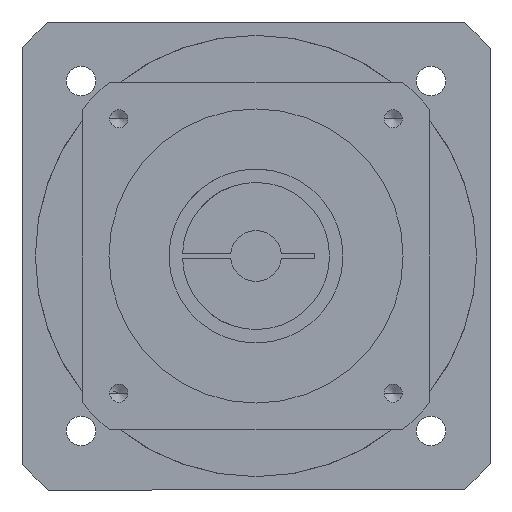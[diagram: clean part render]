
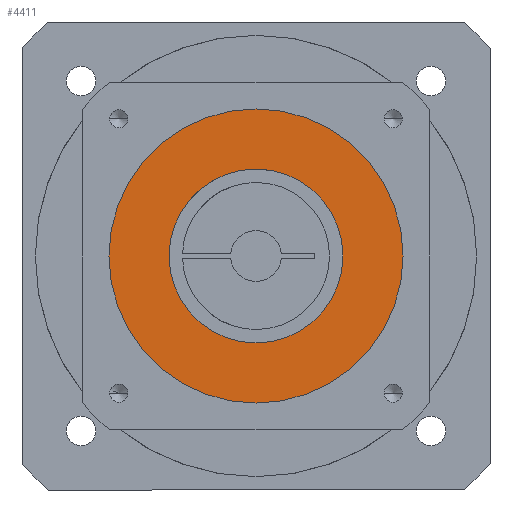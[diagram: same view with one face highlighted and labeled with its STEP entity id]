
A CAD part, front view. The second image highlights one B-rep face of the part: STEP entity #4411.
In plain terms, the highlighted face is planar.
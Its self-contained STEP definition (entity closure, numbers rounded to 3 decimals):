
#264 = DIRECTION ( 'NONE',  ( 0., 0., 1. ) ) ;
#314 = DIRECTION ( 'NONE',  ( 0., 1., 0. ) ) ;
#370 = ORIENTED_EDGE ( 'NONE', *, *, #4478, .F. ) ;
#459 = DIRECTION ( 'NONE',  ( 0., 0., 1. ) ) ;
#638 = CARTESIAN_POINT ( 'NONE',  ( 0., 70., 32.5 ) ) ;
#829 = DIRECTION ( 'NONE',  ( 0., 0., 1. ) ) ;
#1016 = AXIS2_PLACEMENT_3D ( 'NONE', #4401, #2037, #2437 ) ;
#1172 = CIRCLE ( 'NONE', #3619, 32.5 ) ;
#1379 = EDGE_LOOP ( 'NONE', ( #370, #2308 ) ) ;
#1561 = EDGE_LOOP ( 'NONE', ( #2614, #3514 ) ) ;
#1600 = FACE_OUTER_BOUND ( 'NONE', #1561, .T. ) ;
#1616 = CARTESIAN_POINT ( 'NONE',  ( 0., 70., 0. ) ) ;
#1666 = CIRCLE ( 'NONE', #3580, 32.5 ) ;
#2037 = DIRECTION ( 'NONE',  ( 0., 1., 0. ) ) ;
#2150 = CARTESIAN_POINT ( 'NONE',  ( 0., 70., -32.5 ) ) ;
#2308 = ORIENTED_EDGE ( 'NONE', *, *, #4072, .F. ) ;
#2354 = CARTESIAN_POINT ( 'NONE',  ( 0., 70., 0. ) ) ;
#2437 = DIRECTION ( 'NONE',  ( 0., 0., 1. ) ) ;
#2502 = VERTEX_POINT ( 'NONE', #638 ) ;
#2536 = EDGE_CURVE ( 'NONE', #3683, #2971, #2811, .T. ) ;
#2614 = ORIENTED_EDGE ( 'NONE', *, *, #2536, .T. ) ;
#2659 = DIRECTION ( 'NONE',  ( 0., 0., 1. ) ) ;
#2712 = CARTESIAN_POINT ( 'NONE',  ( 0., 70., 55. ) ) ;
#2811 = CIRCLE ( 'NONE', #3509, 55. ) ;
#2831 = CIRCLE ( 'NONE', #1016, 55. ) ;
#2971 = VERTEX_POINT ( 'NONE', #3223 ) ;
#3180 = DIRECTION ( 'NONE',  ( 0., 1., 0. ) ) ;
#3223 = CARTESIAN_POINT ( 'NONE',  ( 0., 70., -55. ) ) ;
#3449 = AXIS2_PLACEMENT_3D ( 'NONE', #1616, #4325, #459 ) ;
#3509 = AXIS2_PLACEMENT_3D ( 'NONE', #5024, #314, #2659 ) ;
#3514 = ORIENTED_EDGE ( 'NONE', *, *, #3673, .T. ) ;
#3580 = AXIS2_PLACEMENT_3D ( 'NONE', #4564, #4964, #264 ) ;
#3619 = AXIS2_PLACEMENT_3D ( 'NONE', #2354, #3180, #829 ) ;
#3673 = EDGE_CURVE ( 'NONE', #2971, #3683, #2831, .T. ) ;
#3683 = VERTEX_POINT ( 'NONE', #2712 ) ;
#3792 = VERTEX_POINT ( 'NONE', #2150 ) ;
#3923 = PLANE ( 'NONE',  #3449 ) ;
#4060 = FACE_BOUND ( 'NONE', #1379, .T. ) ;
#4072 = EDGE_CURVE ( 'NONE', #3792, #2502, #1666, .T. ) ;
#4325 = DIRECTION ( 'NONE',  ( 0., 1., 0. ) ) ;
#4401 = CARTESIAN_POINT ( 'NONE',  ( 0., 70., 0. ) ) ;
#4411 = ADVANCED_FACE ( 'NONE', ( #4060, #1600 ), #3923, .T. ) ;
#4478 = EDGE_CURVE ( 'NONE', #2502, #3792, #1172, .T. ) ;
#4564 = CARTESIAN_POINT ( 'NONE',  ( 0., 70., 0. ) ) ;
#4964 = DIRECTION ( 'NONE',  ( 0., 1., 0. ) ) ;
#5024 = CARTESIAN_POINT ( 'NONE',  ( 0., 70., 0. ) ) ;
